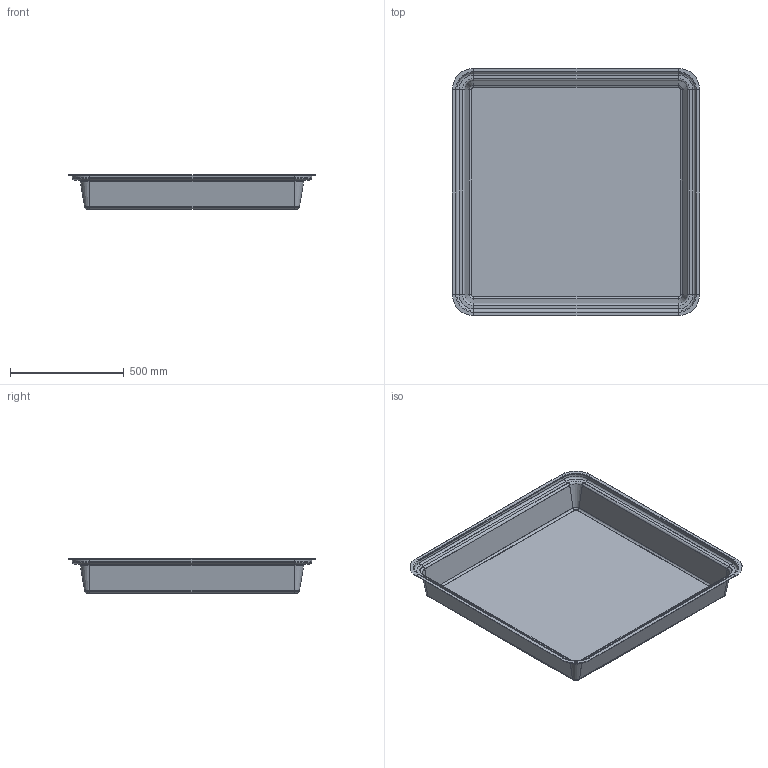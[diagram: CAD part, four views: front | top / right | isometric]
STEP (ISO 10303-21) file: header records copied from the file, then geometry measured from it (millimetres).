
FILE_DESCRIPTION(('FreeCAD Model'),'2;1');
FILE_NAME('bac.step', '2016-10-17T18:45:49',('Author'),(''), 'Open CASCADE STEP processor 6.8','FreeCAD','Unknown');
FILE_SCHEMA(('AUTOMOTIVE_DESIGN_CC2 { 1 2 10303 214 -1 1 5 4 }'));
Length unit declared in the file: millimetre
Products named in the file (3): ASSEMBLY; fond; cotes
Assembly tree (2 placements, depth 2):
  ASSEMBLY
    fond
    cotes
Bounding box: 1088 x 1088 x 152.19 mm (x, y, z)
Volume: 1699996.3 mm3; surface area: 3282529.3 mm2
Topology: 1 solids, 2 shells, 154 faces, 312 edges, 160 vertices
Faces by surface type: plane 62, cylinder 44, torus 28, cone 16, revolution 4
Entity records: 7931 total; most frequent: CARTESIAN_POINT 1575, DIRECTION 1196, ORIENTED_EDGE 624, PCURVE 624, DEFINITIONAL_REPRESENTATION 624, LINE 574, VECTOR 574, EDGE_CURVE 312
